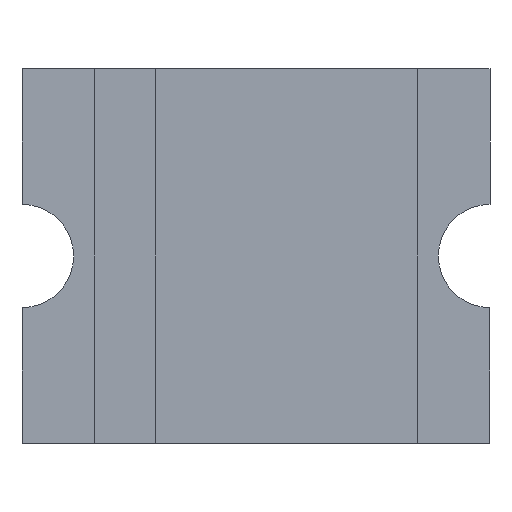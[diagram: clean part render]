
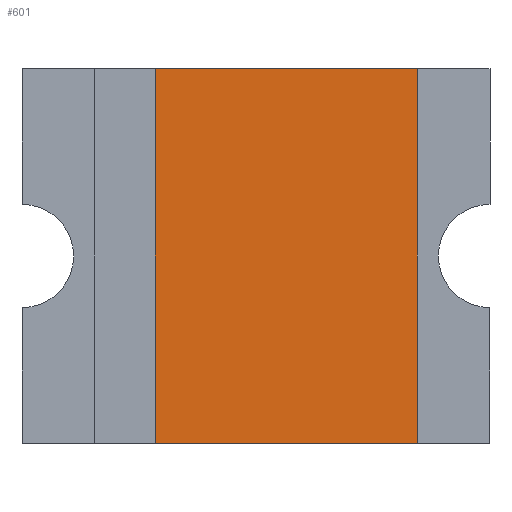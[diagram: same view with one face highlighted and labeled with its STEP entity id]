
A CAD part, front view. The second image highlights one B-rep face of the part: STEP entity #601.
In plain terms, the highlighted planar face has unit normal (0, -1, 0).
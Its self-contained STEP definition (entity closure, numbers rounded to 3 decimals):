
#3 = DIRECTION ( 'NONE',  ( 1., 0., 0. ) ) ;
#41 = CARTESIAN_POINT ( 'NONE',  ( -0.692, 0.05, -1.288 ) ) ;
#162 = VECTOR ( 'NONE', #1526, 1000. ) ;
#179 = CARTESIAN_POINT ( 'NONE',  ( 1.558, 0.05, -1.288 ) ) ;
#223 = EDGE_CURVE ( 'NONE', #1364, #285, #1433, .T. ) ;
#245 = DIRECTION ( 'NONE',  ( 0., 1., 0. ) ) ;
#263 = ORIENTED_EDGE ( 'NONE', *, *, #981, .T. ) ;
#281 = CARTESIAN_POINT ( 'NONE',  ( 1.558, 0.05, -0.401 ) ) ;
#284 = CARTESIAN_POINT ( 'NONE',  ( -0.692, 0.05, 1.287 ) ) ;
#285 = VERTEX_POINT ( 'NONE', #41 ) ;
#286 = ORIENTED_EDGE ( 'NONE', *, *, #223, .F. ) ;
#327 = ORIENTED_EDGE ( 'NONE', *, *, #1645, .T. ) ;
#347 = DIRECTION ( 'NONE',  ( 0., 0., 1. ) ) ;
#367 = DIRECTION ( 'NONE',  ( 0., 0., -1. ) ) ;
#503 = VECTOR ( 'NONE', #1747, 1000. ) ;
#511 = CARTESIAN_POINT ( 'NONE',  ( 1.607, 0.05, 0. ) ) ;
#512 = DIRECTION ( 'NONE',  ( 0., 0., -1. ) ) ;
#528 = CARTESIAN_POINT ( 'NONE',  ( 1.557, 0.05, 0.401 ) ) ;
#601 = ADVANCED_FACE ( 'NONE', ( #1295 ), #936, .T. ) ;
#613 = CARTESIAN_POINT ( 'NONE',  ( -0.692, 0.05, 1.287 ) ) ;
#615 = ORIENTED_EDGE ( 'NONE', *, *, #1017, .F. ) ;
#632 = AXIS2_PLACEMENT_3D ( 'NONE', #1504, #245, #512 ) ;
#733 = VERTEX_POINT ( 'NONE', #528 ) ;
#742 = DIRECTION ( 'NONE',  ( 0., 0., -1. ) ) ;
#786 = LINE ( 'NONE', #1181, #965 ) ;
#877 = CARTESIAN_POINT ( 'NONE',  ( 1.558, 0.05, 1.287 ) ) ;
#899 = LINE ( 'NONE', #1463, #921 ) ;
#912 = CARTESIAN_POINT ( 'NONE',  ( 1.558, 0.05, 1.287 ) ) ;
#921 = VECTOR ( 'NONE', #742, 1000. ) ;
#936 = PLANE ( 'NONE',  #1021 ) ;
#965 = VECTOR ( 'NONE', #347, 1000. ) ;
#981 = EDGE_CURVE ( 'NONE', #1364, #1693, #786, .T. ) ;
#1017 = EDGE_CURVE ( 'NONE', #285, #1235, #1252, .T. ) ;
#1021 = AXIS2_PLACEMENT_3D ( 'NONE', #511, #1782, #367 ) ;
#1046 = ORIENTED_EDGE ( 'NONE', *, *, #1698, .F. ) ;
#1162 = VECTOR ( 'NONE', #3, 1000. ) ;
#1181 = CARTESIAN_POINT ( 'NONE',  ( 1.558, 0.05, 0. ) ) ;
#1235 = VERTEX_POINT ( 'NONE', #284 ) ;
#1252 = LINE ( 'NONE', #613, #503 ) ;
#1294 = LINE ( 'NONE', #912, #1162 ) ;
#1295 = FACE_OUTER_BOUND ( 'NONE', #1321, .T. ) ;
#1321 = EDGE_LOOP ( 'NONE', ( #615, #286, #263, #327, #1513, #1046 ) ) ;
#1346 = VERTEX_POINT ( 'NONE', #877 ) ;
#1364 = VERTEX_POINT ( 'NONE', #179 ) ;
#1400 = CARTESIAN_POINT ( 'NONE',  ( 1.558, 0.05, -1.288 ) ) ;
#1429 = CIRCLE ( 'NONE', #632, 0.404 ) ;
#1433 = LINE ( 'NONE', #1400, #162 ) ;
#1463 = CARTESIAN_POINT ( 'NONE',  ( 1.557, 0.05, 0.401 ) ) ;
#1478 = EDGE_CURVE ( 'NONE', #1346, #733, #899, .T. ) ;
#1504 = CARTESIAN_POINT ( 'NONE',  ( 1.607, 0.05, 0. ) ) ;
#1513 = ORIENTED_EDGE ( 'NONE', *, *, #1478, .F. ) ;
#1526 = DIRECTION ( 'NONE',  ( -1., 0., 0. ) ) ;
#1645 = EDGE_CURVE ( 'NONE', #1693, #733, #1429, .T. ) ;
#1693 = VERTEX_POINT ( 'NONE', #281 ) ;
#1698 = EDGE_CURVE ( 'NONE', #1235, #1346, #1294, .T. ) ;
#1747 = DIRECTION ( 'NONE',  ( 0., 0., 1. ) ) ;
#1782 = DIRECTION ( 'NONE',  ( 0., -1., 0. ) ) ;
